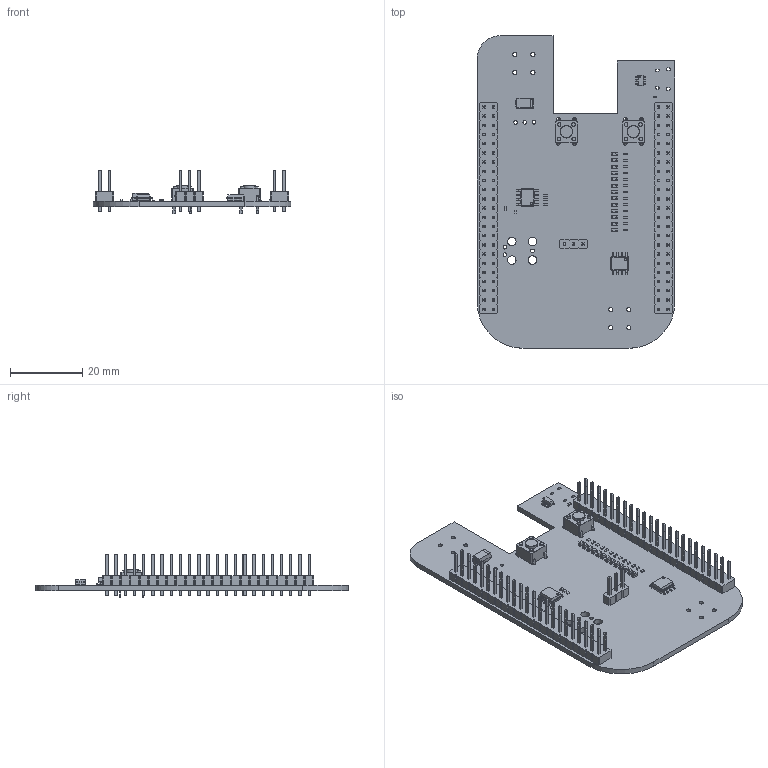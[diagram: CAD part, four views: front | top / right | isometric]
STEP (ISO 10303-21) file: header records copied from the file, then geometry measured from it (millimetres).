
FILE_DESCRIPTION(('KiCad electronic assembly'),'2;1');
FILE_NAME('com4bbb-3D_.step','2025-11-20T15:33:52',('Pcbnew'),('Kicad'), 'Open CASCADE STEP processor 7.6','KiCad to STEP converter','Unknown' );
FILE_SCHEMA(('AUTOMOTIVE_DESIGN { 1 0 10303 214 1 1 1 1 }'));
Length unit declared in the file: millimetre
Products named in the file (12): com4bbb-3D_ 1; PinHeader_2x23_P2.54mm_Vertical; C_0402_1005Metric; R_0402_1005Metric; SW_PUSH_6mm; SOIC-8_3.9x4.9mm_P1.27mm; LED_0603_1608Metric; D_SMA; SOT-23-6; L_0402_1005Metric; PinHeader_1x03_P2.54mm_Vertical; kibot_y8w0t5c8_PCB
Assembly tree (42 placements, depth 2):
  com4bbb-3D_ 1
    PinHeader_2x23_P2.54mm_Vertical  x2
    C_0402_1005Metric
    R_0402_1005Metric  x17
    SW_PUSH_6mm  x2
    SOIC-8_3.9x4.9mm_P1.27mm  x2
    LED_0603_1608Metric  x13
    D_SMA
    SOT-23-6
    L_0402_1005Metric
    PinHeader_1x03_P2.54mm_Vertical
    kibot_y8w0t5c8_PCB
Bounding box: 54.61 x 86.36 x 12.04 mm (x, y, z)
Volume: 8361.6 mm3; surface area: 14006.8 mm2
Topology: 42 solids, 42 shells, 3976 faces, 9930 edges, 6259 vertices
Faces by surface type: plane 3346, cylinder 570, bspline 58, torus 2
Full cylindrical faces by diameter (mm): 0.991 x3, 1 x106, 1.1 x8, 1.15 x8, 2.375 x4, 3.5 x2
Entity records: 51239 total; most frequent: CARTESIAN_POINT 9016, ORIENTED_EDGE 8631, DIRECTION 8270, EDGE_CURVE 4316, LINE 3700, VECTOR 3700, VERTEX_POINT 2711, AXIS2_PLACEMENT_3D 2285
